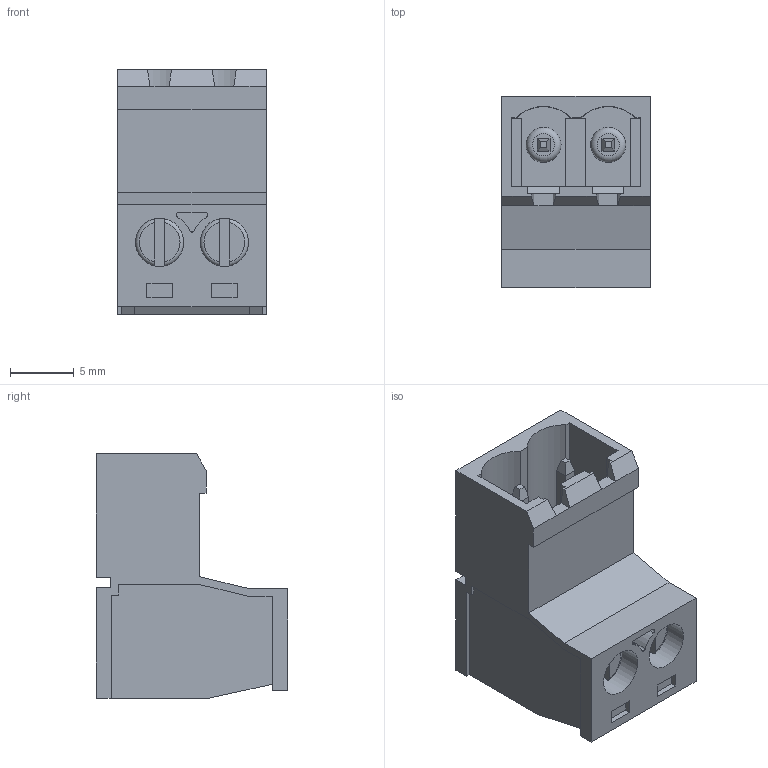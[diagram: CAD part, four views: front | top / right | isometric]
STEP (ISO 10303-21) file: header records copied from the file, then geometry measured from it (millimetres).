
FILE_DESCRIPTION( ( 'Unknown' ), '1' );
FILE_NAME( '691348500002.stp', 'Unknown', ( 'Unknown' ), ( 'Unknown' ), 'PSStep 15.0.49', 'Unknown', ' ' );
FILE_SCHEMA( ( 'AUTOMOTIVE_DESIGN { 1 0 10303 214 1 1 1 1 }' ) );
Length unit declared in the file: millimetre
Products named in the file (6): Assem1; 691348400002; 691348400002_CAPOT; 6913485000xx_PIN; 6913485000xx_CAGE; 6913485000xx_VISSE
Assembly tree (8 placements, depth 2):
  Assem1
    691348400002
    691348400002_CAPOT
    6913485000xx_PIN  x2
    6913485000xx_CAGE  x2
    6913485000xx_VISSE  x2
Bounding box: 11.66 x 15 x 19.2 mm (x, y, z)
Volume: 1471.1 mm3; surface area: 3472.7 mm2
Topology: 8 solids, 8 shells, 315 faces, 832 edges, 542 vertices
Faces by surface type: plane 266, cylinder 37, torus 8, cone 4
Full cylindrical faces by diameter (mm): 2.6 x2, 2.75 x2, 2.9 x4, 3.8 x4
Entity records: 10264 total; most frequent: CARTESIAN_POINT 1435, ORIENTED_EDGE 1372, DIRECTION 1296, EDGE_CURVE 686, LINE 614, VECTOR 614, VERTEX_POINT 456, AXIS2_PLACEMENT_3D 341
